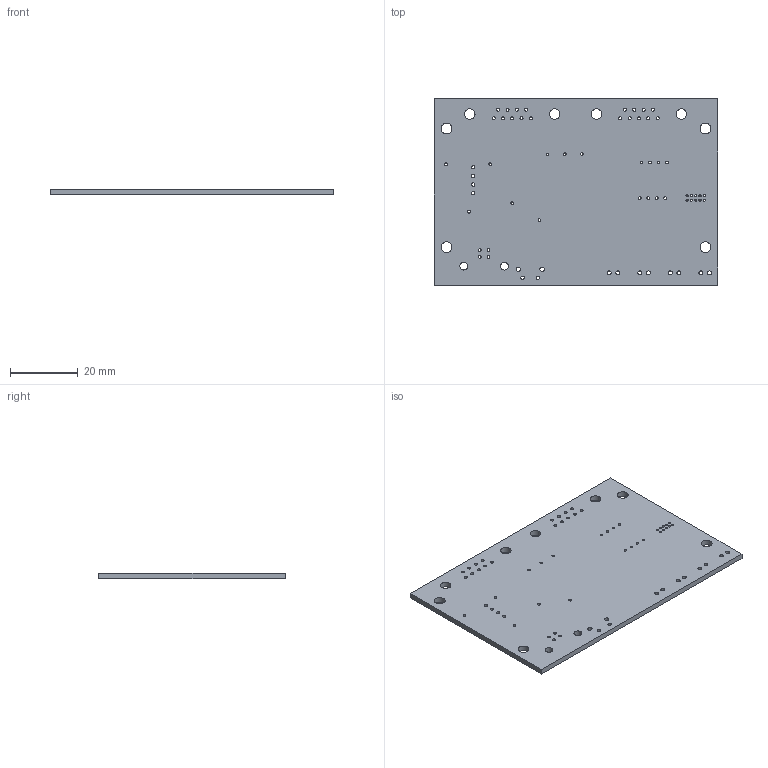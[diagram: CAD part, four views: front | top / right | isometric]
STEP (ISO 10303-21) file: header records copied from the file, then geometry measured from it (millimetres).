
FILE_DESCRIPTION(('KiCad electronic assembly'),'2;1');
FILE_NAME('cantactpro.step','2019-04-15T09:48:44',('An Author'),( 'A Company'),'Open CASCADE STEP processor 6.9', 'KiCad to STEP converter','Unknown');
FILE_SCHEMA(('AUTOMOTIVE_DESIGN { 1 0 10303 214 1 1 1 1 }'));
Length unit declared in the file: millimetre
Products named in the file (2): Open CASCADE STEP translator 6.9 1; COMPOUND
Assembly tree (1 placements, depth 2):
  Open CASCADE STEP translator 6.9 1
    COMPOUND
Bounding box: 83.31 x 54.86 x 1.6 mm (x, y, z)
Volume: 7135 mm3; surface area: 9795.5 mm2
Topology: 1 solids, 1 shells, 82 faces, 240 edges, 160 vertices
Faces by surface type: cylinder 74, plane 8
Full cylindrical faces by diameter (mm): 0.65 x10, 0.8 x16, 0.81 x4, 0.9 x18, 0.99 x2, 1 x4, 1.168 x8, 1.3 x2, 2.3 x2, 3.1 x4, 3.2 x4
Entity records: 6275 total; most frequent: DIRECTION 1036, CARTESIAN_POINT 964, ORIENTED_EDGE 480, PCURVE 480, DEFINITIONAL_REPRESENTATION 480, LINE 424, VECTOR 424, CIRCLE 296
